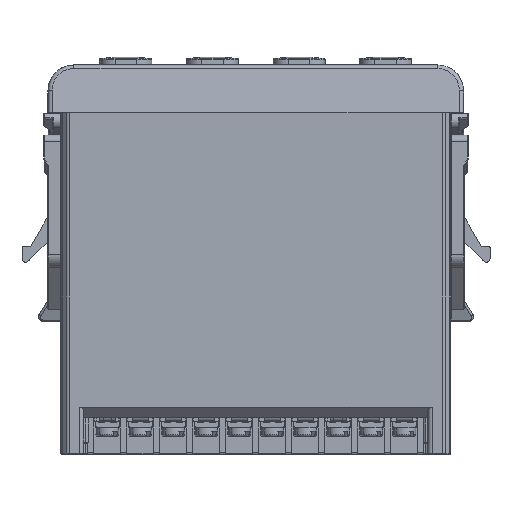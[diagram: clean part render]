
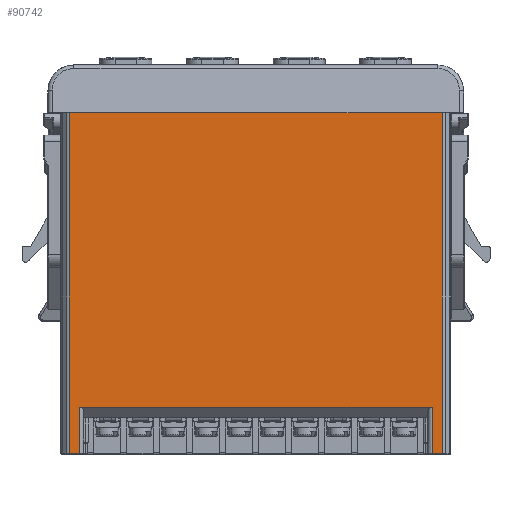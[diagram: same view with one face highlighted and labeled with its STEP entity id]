
A CAD part, front view. The second image highlights one B-rep face of the part: STEP entity #90742.
In plain terms, the highlighted planar face has unit normal (0, -1, 0).
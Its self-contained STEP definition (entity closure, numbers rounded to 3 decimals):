
#2572 = EDGE_CURVE ( 'NONE', #56367, #56405, #71296, .T. ) ;
#2606 = EDGE_CURVE ( 'NONE', #56324, #56325, #71367, .T. ) ;
#2622 = EDGE_CURVE ( 'NONE', #49194, #56330, #71378, .T. ) ;
#2638 = EDGE_CURVE ( 'NONE', #56365, #49215, #71424, .T. ) ;
#2639 = EDGE_CURVE ( 'NONE', #56325, #56367, #71465, .T. ) ;
#2644 = EDGE_CURVE ( 'NONE', #56330, #56324, #71441, .T. ) ;
#2660 = EDGE_CURVE ( 'NONE', #56405, #56365, #72618, .T. ) ;
#6649 = CARTESIAN_POINT ( 'NONE',  ( -43.086, -45., 0. ) ) ;
#6739 = CARTESIAN_POINT ( 'NONE',  ( 43.086, -45., 0. ) ) ;
#7348 = CARTESIAN_POINT ( 'NONE',  ( -40.75, -45., -78.7 ) ) ;
#7350 = CARTESIAN_POINT ( 'NONE',  ( -40.75, -45., -68. ) ) ;
#7366 = CARTESIAN_POINT ( 'NONE',  ( -43.086, -45., -78.7 ) ) ;
#7419 = CARTESIAN_POINT ( 'NONE',  ( 43.086, -45., -78.7 ) ) ;
#7444 = CARTESIAN_POINT ( 'NONE',  ( 40.75, -45., -78.7 ) ) ;
#7462 = CARTESIAN_POINT ( 'NONE',  ( 40.75, -45., -68. ) ) ;
#25110 = EDGE_LOOP ( 'NONE', ( #46036, #45837, #45946, #45989, #46017, #46025, #45968, #46015 ) ) ;
#37249 = DIRECTION ( 'NONE',  ( 1., 0., 0. ) ) ;
#37269 = CARTESIAN_POINT ( 'NONE',  ( -45., -45., 0. ) ) ;
#38036 = LINE ( 'NONE', #37269, #38040 ) ;
#38040 = VECTOR ( 'NONE', #37249, 1000. ) ;
#44617 = FACE_OUTER_BOUND ( 'NONE', #25110, .T. ) ;
#45837 = ORIENTED_EDGE ( 'NONE', *, *, #2660, .T. ) ;
#45946 = ORIENTED_EDGE ( 'NONE', *, *, #2638, .T. ) ;
#45968 = ORIENTED_EDGE ( 'NONE', *, *, #2606, .T. ) ;
#45989 = ORIENTED_EDGE ( 'NONE', *, *, #88091, .F. ) ;
#46015 = ORIENTED_EDGE ( 'NONE', *, *, #2639, .T. ) ;
#46017 = ORIENTED_EDGE ( 'NONE', *, *, #2622, .T. ) ;
#46025 = ORIENTED_EDGE ( 'NONE', *, *, #2644, .T. ) ;
#46036 = ORIENTED_EDGE ( 'NONE', *, *, #2572, .T. ) ;
#49194 = VERTEX_POINT ( 'NONE', #6649 ) ;
#49215 = VERTEX_POINT ( 'NONE', #6739 ) ;
#49553 = AXIS2_PLACEMENT_3D ( 'NONE', #52288, #52260, #52226 ) ;
#52226 = DIRECTION ( 'NONE',  ( 0., 0., -1. ) ) ;
#52235 = PLANE ( 'NONE',  #49553 ) ;
#52260 = DIRECTION ( 'NONE',  ( 0., -1., 0. ) ) ;
#52288 = CARTESIAN_POINT ( 'NONE',  ( -45., -45., -79. ) ) ;
#56324 = VERTEX_POINT ( 'NONE', #7348 ) ;
#56325 = VERTEX_POINT ( 'NONE', #7350 ) ;
#56330 = VERTEX_POINT ( 'NONE', #7366 ) ;
#56365 = VERTEX_POINT ( 'NONE', #7419 ) ;
#56367 = VERTEX_POINT ( 'NONE', #7462 ) ;
#56405 = VERTEX_POINT ( 'NONE', #7444 ) ;
#71296 = LINE ( 'NONE', #71860, #71339 ) ;
#71339 = VECTOR ( 'NONE', #71871, 1000. ) ;
#71367 = LINE ( 'NONE', #71912, #71400 ) ;
#71378 = LINE ( 'NONE', #71943, #71379 ) ;
#71379 = VECTOR ( 'NONE', #71971, 1000. ) ;
#71400 = VECTOR ( 'NONE', #71913, 1000. ) ;
#71413 = VECTOR ( 'NONE', #71994, 1000. ) ;
#71424 = LINE ( 'NONE', #72018, #71455 ) ;
#71441 = LINE ( 'NONE', #72012, #71413 ) ;
#71455 = VECTOR ( 'NONE', #72011, 1000. ) ;
#71457 = VECTOR ( 'NONE', #72017, 1000. ) ;
#71465 = LINE ( 'NONE', #72014, #71457 ) ;
#71860 = CARTESIAN_POINT ( 'NONE',  ( 40.75, -45., -79. ) ) ;
#71871 = DIRECTION ( 'NONE',  ( 0., 0., -1. ) ) ;
#71912 = CARTESIAN_POINT ( 'NONE',  ( -40.75, -45., -68. ) ) ;
#71913 = DIRECTION ( 'NONE',  ( 0., 0., 1. ) ) ;
#71943 = CARTESIAN_POINT ( 'NONE',  ( -43.086, -45., -79. ) ) ;
#71971 = DIRECTION ( 'NONE',  ( 0., 0., -1. ) ) ;
#71994 = DIRECTION ( 'NONE',  ( 1., 0., 0. ) ) ;
#72011 = DIRECTION ( 'NONE',  ( 0., 0., 1. ) ) ;
#72012 = CARTESIAN_POINT ( 'NONE',  ( -40.75, -45., -78.7 ) ) ;
#72014 = CARTESIAN_POINT ( 'NONE',  ( -45., -45., -68. ) ) ;
#72017 = DIRECTION ( 'NONE',  ( 1., 0., 0. ) ) ;
#72018 = CARTESIAN_POINT ( 'NONE',  ( 43.086, -45., -79. ) ) ;
#72036 = CARTESIAN_POINT ( 'NONE',  ( 43.086, -45., -78.7 ) ) ;
#72057 = DIRECTION ( 'NONE',  ( 1., 0., 0. ) ) ;
#72615 = VECTOR ( 'NONE', #72057, 1000. ) ;
#72618 = LINE ( 'NONE', #72036, #72615 ) ;
#88091 = EDGE_CURVE ( 'NONE', #49194, #49215, #38036, .T. ) ;
#90742 = ADVANCED_FACE ( 'NONE', ( #44617 ), #52235, .T. ) ;
